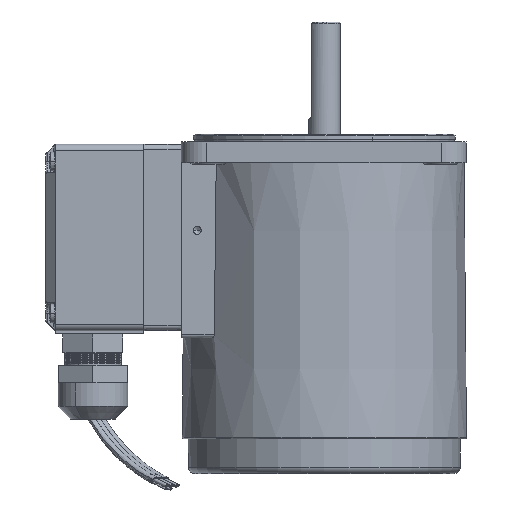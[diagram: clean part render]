
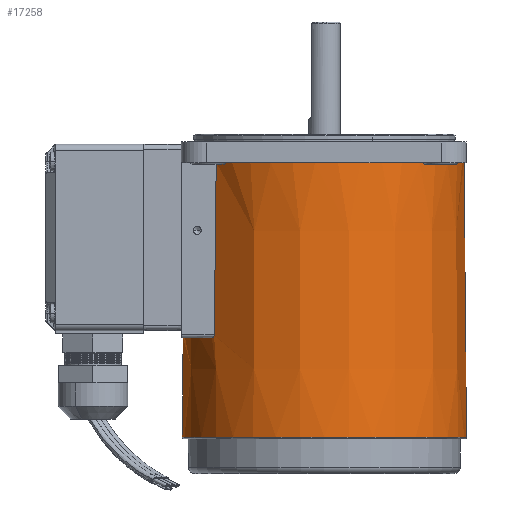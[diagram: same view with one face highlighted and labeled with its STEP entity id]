
A CAD part, left-side view. The second image highlights one B-rep face of the part: STEP entity #17258.
In plain terms, the highlighted conical face has half-angle 0.5 degrees and reference radius 45.1 mm.
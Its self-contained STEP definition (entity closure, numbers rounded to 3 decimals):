
#9 = CARTESIAN_POINT ( 'NONE',  ( 43., 0., -44.725 ) ) ;
#14 = DIRECTION ( 'NONE',  ( -1., 0., -0.009 ) ) ;
#15 = VECTOR ( 'NONE', #14, 1000. ) ;
#16 = CARTESIAN_POINT ( 'NONE',  ( 0., 0., -45.1 ) ) ;
#17 = LINE ( 'NONE', #16, #15 ) ;
#28 = CARTESIAN_POINT ( 'NONE',  ( 43.511, 27.875, -34.97 ) ) ;
#29 = CARTESIAN_POINT ( 'NONE',  ( 43.702, 27.965, -34.896 ) ) ;
#30 = CARTESIAN_POINT ( 'NONE',  ( 43.849, 28., -34.866 ) ) ;
#31 = CARTESIAN_POINT ( 'NONE',  ( 44., 28., -34.864 ) ) ;
#35 = B_SPLINE_CURVE_WITH_KNOTS ( 'NONE', 3,
 ( #31, #30, #29, #28, #86, #85, #84, #83, #82, #81 ),
 .UNSPECIFIED., .F., .F.,
 ( 4, 2, 2, 2, 4 ),
 ( 0., 0., 0.001, 0.001, 0.002 ),
 .UNSPECIFIED. ) ;
#36 = CIRCLE ( 'NONE', #53, 44.725 ) ;
#38 = CARTESIAN_POINT ( 'NONE',  ( 43., 0., 0. ) ) ;
#44 = CARTESIAN_POINT ( 'NONE',  ( 98.5, 28., -34.252 ) ) ;
#45 = CARTESIAN_POINT ( 'NONE',  ( 84.629, 28., -34.409 ) ) ;
#46 = CARTESIAN_POINT ( 'NONE',  ( 70.757, 28., -34.564 ) ) ;
#47 = CARTESIAN_POINT ( 'NONE',  ( 56.886, 28., -34.72 ) ) ;
#48 = CARTESIAN_POINT ( 'NONE',  ( 52.591, 28., -34.768 ) ) ;
#49 = CARTESIAN_POINT ( 'NONE',  ( 48.295, 28., -34.816 ) ) ;
#50 = CARTESIAN_POINT ( 'NONE',  ( 44., 28., -34.864 ) ) ;
#52 = B_SPLINE_CURVE_WITH_KNOTS ( 'NONE', 3,
 ( #50, #49, #48, #47, #46, #45, #44 ),
 .UNSPECIFIED., .F., .F.,
 ( 4, 3, 4 ),
 ( 0.076, 0.088, 0.13 ),
 .UNSPECIFIED. ) ;
#53 = AXIS2_PLACEMENT_3D ( 'NONE', #38, #80, #79 ) ;
#79 = DIRECTION ( 'NONE',  ( 0., 0., 1. ) ) ;
#80 = DIRECTION ( 'NONE',  ( 1., 0., 0. ) ) ;
#81 = CARTESIAN_POINT ( 'NONE',  ( 43., 27., -35.655 ) ) ;
#82 = CARTESIAN_POINT ( 'NONE',  ( 43., 27.239, -35.474 ) ) ;
#83 = CARTESIAN_POINT ( 'NONE',  ( 43.083, 27.475, -35.291 ) ) ;
#84 = CARTESIAN_POINT ( 'NONE',  ( 43.297, 27.714, -35.1 ) ) ;
#85 = CARTESIAN_POINT ( 'NONE',  ( 43.345, 27.758, -35.064 ) ) ;
#86 = CARTESIAN_POINT ( 'NONE',  ( 43.452, 27.839, -34.999 ) ) ;
#3264 = VERTEX_POINT ( 'NONE', #22442 ) ;
#16755 = VERTEX_POINT ( 'NONE', #33781 ) ;
#16758 = VERTEX_POINT ( 'NONE', #33776 ) ;
#16822 = EDGE_CURVE ( 'NONE', #16755, #16758, #33910, .T. ) ;
#17224 = VERTEX_POINT ( 'NONE', #34684 ) ;
#17258 = ADVANCED_FACE ( 'NONE', ( #34747 ), #34746, .T. ) ;
#17260 = VERTEX_POINT ( 'NONE', #34489 ) ;
#17262 = ORIENTED_EDGE ( 'NONE', *, *, #17274, .F. ) ;
#17264 = ORIENTED_EDGE ( 'NONE', *, *, #17306, .T. ) ;
#17265 = ORIENTED_EDGE ( 'NONE', *, *, #17266, .F. ) ;
#17266 = EDGE_CURVE ( 'NONE', #17260, #17224, #33990, .T. ) ;
#17274 = EDGE_CURVE ( 'NONE', #17224, #16758, #34781, .T. ) ;
#17276 = VERTEX_POINT ( 'NONE', #34777 ) ;
#17282 = ORIENTED_EDGE ( 'NONE', *, *, #17285, .T. ) ;
#17285 = EDGE_CURVE ( 'NONE', #17290, #16755, #17, .T. ) ;
#17290 = VERTEX_POINT ( 'NONE', #9 ) ;
#17302 = EDGE_CURVE ( 'NONE', #3264, #17260, #52, .T. ) ;
#17304 = ORIENTED_EDGE ( 'NONE', *, *, #17302, .F. ) ;
#17306 = EDGE_CURVE ( 'NONE', #3264, #17276, #35, .T. ) ;
#17309 = EDGE_CURVE ( 'NONE', #17290, #17276, #36, .T. ) ;
#17313 = ORIENTED_EDGE ( 'NONE', *, *, #17309, .F. ) ;
#17320 = ORIENTED_EDGE ( 'NONE', *, *, #16822, .T. ) ;
#17334 = EDGE_LOOP ( 'NONE', ( #17262, #17265, #17304, #17264, #17313, #17282, #17320 ) ) ;
#22442 = CARTESIAN_POINT ( 'NONE',  ( 44., 28., -34.864 ) ) ;
#33719 = CARTESIAN_POINT ( 'NONE',  ( 98.5, 0., 0. ) ) ;
#33776 = CARTESIAN_POINT ( 'NONE',  ( 11.504, 0., 45. ) ) ;
#33781 = CARTESIAN_POINT ( 'NONE',  ( 11.504, 0., -45. ) ) ;
#33848 = CARTESIAN_POINT ( 'NONE',  ( 11.504, 0., 0. ) ) ;
#33853 = AXIS2_PLACEMENT_3D ( 'NONE', #33848, #33902, #33901 ) ;
#33901 = DIRECTION ( 'NONE',  ( 0., 0., 1. ) ) ;
#33902 = DIRECTION ( 'NONE',  ( 1., 0., 0. ) ) ;
#33910 = CIRCLE ( 'NONE', #33853, 45. ) ;
#33988 = AXIS2_PLACEMENT_3D ( 'NONE', #33719, #34231, #34516 ) ;
#33990 = CIRCLE ( 'NONE', #33988, 44.24 ) ;
#34231 = DIRECTION ( 'NONE',  ( 1., 0., 0. ) ) ;
#34489 = CARTESIAN_POINT ( 'NONE',  ( 98.5, 28., -34.252 ) ) ;
#34516 = DIRECTION ( 'NONE',  ( 0., 0., -1. ) ) ;
#34684 = CARTESIAN_POINT ( 'NONE',  ( 98.5, 0., 44.24 ) ) ;
#34744 = DIRECTION ( 'NONE',  ( -1., 0., 0. ) ) ;
#34746 = CONICAL_SURFACE ( 'NONE', #34750, 45.1, 0.009 ) ;
#34747 = FACE_OUTER_BOUND ( 'NONE', #17334, .T. ) ;
#34748 = CARTESIAN_POINT ( 'NONE',  ( 0., 0., 0. ) ) ;
#34750 = AXIS2_PLACEMENT_3D ( 'NONE', #34748, #34744, #34755 ) ;
#34755 = DIRECTION ( 'NONE',  ( 0., 0., -1. ) ) ;
#34774 = DIRECTION ( 'NONE',  ( -1., 0., 0.009 ) ) ;
#34775 = VECTOR ( 'NONE', #34774, 1000. ) ;
#34776 = CARTESIAN_POINT ( 'NONE',  ( 0., 0., 45.1 ) ) ;
#34777 = CARTESIAN_POINT ( 'NONE',  ( 43., 27., -35.655 ) ) ;
#34781 = LINE ( 'NONE', #34776, #34775 ) ;
